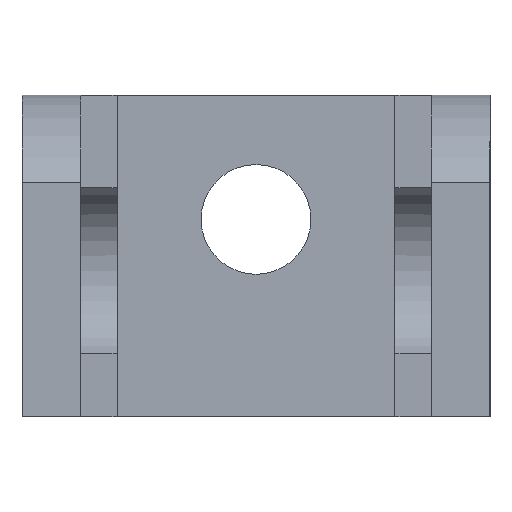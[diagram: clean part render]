
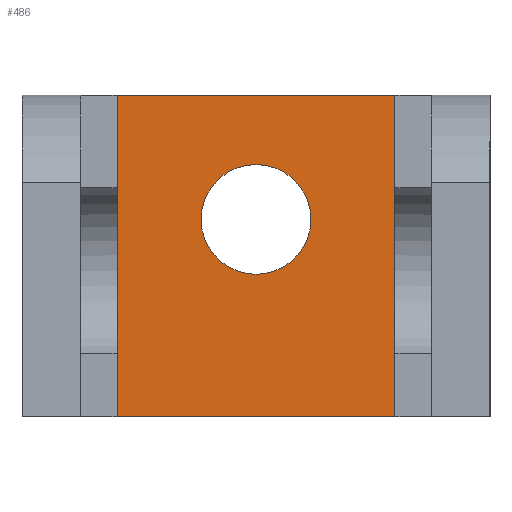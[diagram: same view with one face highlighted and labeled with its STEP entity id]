
A CAD part, left-side view. The second image highlights one B-rep face of the part: STEP entity #486.
In plain terms, the highlighted planar face has unit normal (-1, 0, 0).
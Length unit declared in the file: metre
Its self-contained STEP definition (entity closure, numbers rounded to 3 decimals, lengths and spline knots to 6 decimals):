
#23=CIRCLE('',#528,0.0075);
#152=ORIENTED_EDGE('',*,*,#216,.F.);
#153=ORIENTED_EDGE('',*,*,#221,.T.);
#154=ORIENTED_EDGE('',*,*,#175,.T.);
#155=ORIENTED_EDGE('',*,*,#222,.F.);
#156=ORIENTED_EDGE('',*,*,#182,.F.);
#175=EDGE_CURVE('',#242,#241,#285,.T.);
#182=EDGE_CURVE('',#245,#246,#290,.T.);
#216=EDGE_CURVE('',#270,#270,#23,.F.);
#221=EDGE_CURVE('',#245,#242,#319,.T.);
#222=EDGE_CURVE('',#246,#241,#320,.T.);
#241=VERTEX_POINT('',#699);
#242=VERTEX_POINT('',#701);
#245=VERTEX_POINT('',#712);
#246=VERTEX_POINT('',#714);
#270=VERTEX_POINT('',#784);
#285=LINE('',#700,#339);
#290=LINE('',#713,#344);
#319=LINE('',#792,#373);
#320=LINE('',#794,#374);
#339=VECTOR('',#558,1.);
#344=VECTOR('',#571,1.);
#373=VECTOR('',#650,1.);
#374=VECTOR('',#653,1.);
#408=EDGE_LOOP('',(#152));
#409=EDGE_LOOP('',(#153,#154,#155,#156));
#440=FACE_BOUND('',#408,.T.);
#441=FACE_BOUND('',#409,.T.);
#461=PLANE('',#536);
#486=ADVANCED_FACE('',(#440,#441),#461,.F.);
#528=AXIS2_PLACEMENT_3D('',#783,#638,#639);
#536=AXIS2_PLACEMENT_3D('',#802,#664,#665);
#558=DIRECTION('',(0.,1.,0.));
#571=DIRECTION('',(0.,1.,0.));
#638=DIRECTION('',(1.,0.,0.));
#639=DIRECTION('',(0.,0.,-1.));
#650=DIRECTION('',(0.,0.,1.));
#653=DIRECTION('',(0.,0.,1.));
#664=DIRECTION('',(1.,0.,0.));
#665=DIRECTION('',(0.,0.,-1.));
#699=CARTESIAN_POINT('',(0.026,0.019,0.044));
#700=CARTESIAN_POINT('',(0.026,-0.0095,0.044));
#701=CARTESIAN_POINT('',(0.026,-0.019,0.044));
#712=CARTESIAN_POINT('',(0.026,-0.019,0.));
#713=CARTESIAN_POINT('',(0.026,-0.032,0.));
#714=CARTESIAN_POINT('',(0.026,0.019,0.));
#783=CARTESIAN_POINT('',(0.026,0.,0.027));
#784=CARTESIAN_POINT('',(0.026,0.,0.0195));
#792=CARTESIAN_POINT('',(0.026,-0.019,-0.0175));
#794=CARTESIAN_POINT('',(0.026,0.019,-0.0175));
#802=CARTESIAN_POINT('',(0.026,-0.0095,-0.0175));
